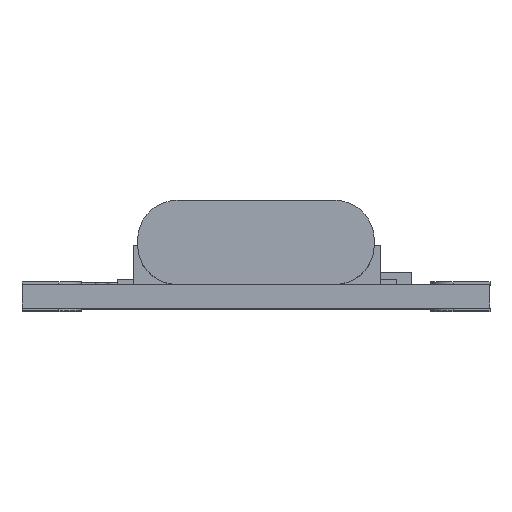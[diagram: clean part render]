
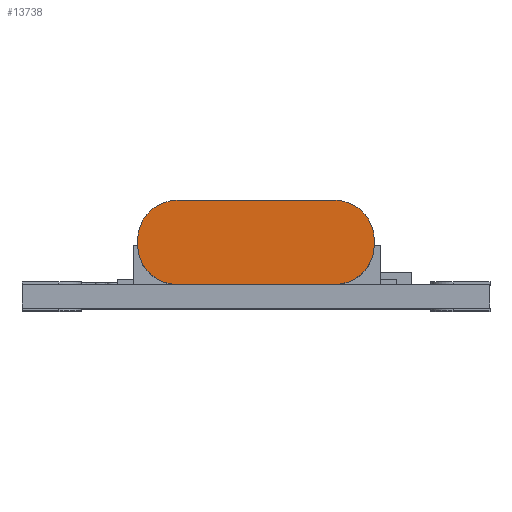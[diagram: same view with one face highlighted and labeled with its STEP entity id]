
A CAD part, top view. The second image highlights one B-rep face of the part: STEP entity #13738.
In plain terms, the highlighted planar face has unit normal (0, 0, 1).
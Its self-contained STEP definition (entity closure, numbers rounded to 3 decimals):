
#856=PLANE('',#14691);
#1338=FACE_OUTER_BOUND('',#2176,.T.);
#2176=EDGE_LOOP('',(#9754,#9755,#9756,#9757,#9758,#9759,#9760,#9761));
#3086=LINE('',#19058,#4418);
#3092=LINE('',#19078,#4424);
#3095=LINE('',#19086,#4427);
#3097=LINE('',#19092,#4429);
#4418=VECTOR('',#15846,10.);
#4424=VECTOR('',#15866,10.);
#4427=VECTOR('',#15875,10.);
#4429=VECTOR('',#15883,10.);
#5719=CIRCLE('',#14677,1.5);
#5723=CIRCLE('',#14684,1.5);
#5724=CIRCLE('',#14687,1.5);
#5725=CIRCLE('',#14690,1.5);
#6092=VERTEX_POINT('',#19048);
#6093=VERTEX_POINT('',#19050);
#6095=VERTEX_POINT('',#19056);
#6101=VERTEX_POINT('',#19072);
#6102=VERTEX_POINT('',#19076);
#6103=VERTEX_POINT('',#19080);
#6104=VERTEX_POINT('',#19084);
#6105=VERTEX_POINT('',#19088);
#7512=EDGE_CURVE('',#6092,#6093,#5719,.T.);
#7516=EDGE_CURVE('',#6095,#6092,#3086,.T.);
#7523=EDGE_CURVE('',#6101,#6095,#5723,.T.);
#7526=EDGE_CURVE('',#6102,#6101,#3092,.T.);
#7528=EDGE_CURVE('',#6103,#6102,#5724,.T.);
#7530=EDGE_CURVE('',#6104,#6103,#3095,.T.);
#7531=EDGE_CURVE('',#6105,#6104,#5725,.T.);
#7533=EDGE_CURVE('',#6105,#6093,#3097,.T.);
#9754=ORIENTED_EDGE('',*,*,#7512,.F.);
#9755=ORIENTED_EDGE('',*,*,#7516,.F.);
#9756=ORIENTED_EDGE('',*,*,#7523,.F.);
#9757=ORIENTED_EDGE('',*,*,#7526,.F.);
#9758=ORIENTED_EDGE('',*,*,#7528,.F.);
#9759=ORIENTED_EDGE('',*,*,#7530,.F.);
#9760=ORIENTED_EDGE('',*,*,#7531,.F.);
#9761=ORIENTED_EDGE('',*,*,#7533,.T.);
#13738=ADVANCED_FACE('',(#1338),#856,.F.);
#14677=AXIS2_PLACEMENT_3D('',#19051,#15839,#15840);
#14684=AXIS2_PLACEMENT_3D('',#19073,#15860,#15861);
#14687=AXIS2_PLACEMENT_3D('',#19082,#15870,#15871);
#14690=AXIS2_PLACEMENT_3D('',#19089,#15878,#15879);
#14691=AXIS2_PLACEMENT_3D('',#19091,#15881,#15882);
#15839=DIRECTION('center_axis',(0.,0.,-1.));
#15840=DIRECTION('ref_axis',(-0.707,-0.707,0.));
#15846=DIRECTION('',(-1.,0.,0.));
#15860=DIRECTION('center_axis',(0.,0.,-1.));
#15861=DIRECTION('ref_axis',(0.707,-0.707,0.));
#15866=DIRECTION('',(0.,-1.,0.));
#15870=DIRECTION('center_axis',(0.,0.,-1.));
#15871=DIRECTION('ref_axis',(0.707,0.707,0.));
#15875=DIRECTION('',(1.,0.,0.));
#15878=DIRECTION('center_axis',(0.,0.,-1.));
#15879=DIRECTION('ref_axis',(-0.707,0.707,0.));
#15881=DIRECTION('center_axis',(0.,0.,-1.));
#15882=DIRECTION('ref_axis',(0.,-1.,0.));
#15883=DIRECTION('',(0.,-1.,0.));
#19048=CARTESIAN_POINT('',(-22.931,4.1,19.124));
#19050=CARTESIAN_POINT('',(-24.431,5.6,19.124));
#19051=CARTESIAN_POINT('Origin',(-22.931,5.6,19.124));
#19056=CARTESIAN_POINT('',(-16.931,4.1,19.124));
#19058=CARTESIAN_POINT('',(-19.931,4.1,19.124));
#19072=CARTESIAN_POINT('',(-15.431,5.6,19.124));
#19073=CARTESIAN_POINT('Origin',(-16.931,5.6,19.124));
#19076=CARTESIAN_POINT('',(-15.431,5.8,19.124));
#19078=CARTESIAN_POINT('',(-15.431,5.7,19.124));
#19080=CARTESIAN_POINT('',(-16.931,7.3,19.124));
#19082=CARTESIAN_POINT('Origin',(-16.931,5.8,19.124));
#19084=CARTESIAN_POINT('',(-22.931,7.3,19.124));
#19086=CARTESIAN_POINT('',(-19.931,7.3,19.124));
#19088=CARTESIAN_POINT('',(-24.431,5.8,19.124));
#19089=CARTESIAN_POINT('Origin',(-22.931,5.8,19.124));
#19091=CARTESIAN_POINT('Origin',(-19.931,5.7,19.124));
#19092=CARTESIAN_POINT('',(-24.431,5.7,19.124));
